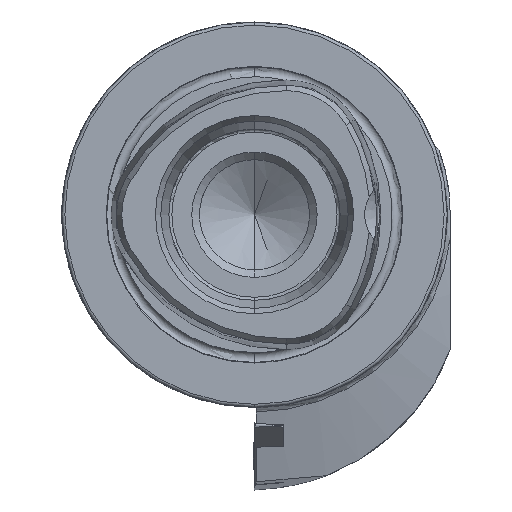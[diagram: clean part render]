
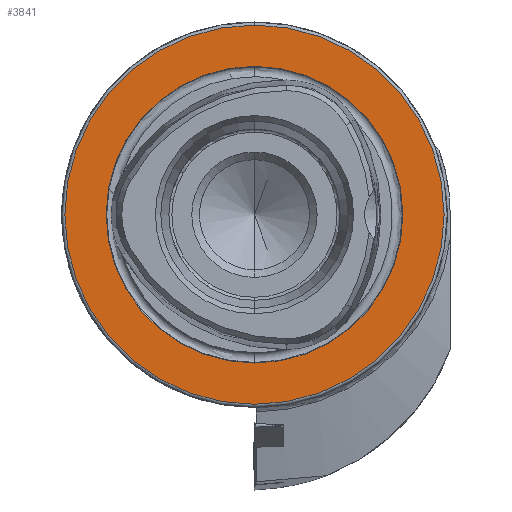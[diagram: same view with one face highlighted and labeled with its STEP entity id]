
A CAD part, left-side view. The second image highlights one B-rep face of the part: STEP entity #3841.
In plain terms, the highlighted planar face has unit normal (-1, 0, 0).
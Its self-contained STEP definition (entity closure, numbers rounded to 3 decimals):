
#656 = DIRECTION ( 'NONE',  ( 0., 0., -1. ) ) ;
#750 = CARTESIAN_POINT ( 'NONE',  ( 0., 0., 0. ) ) ;
#1436 = CIRCLE ( 'NONE', #2379, 24.25 ) ;
#1864 = CARTESIAN_POINT ( 'NONE',  ( 0., 24.25, 0. ) ) ;
#2379 = AXIS2_PLACEMENT_3D ( 'NONE', #750, #18689, #656 ) ;
#3841 = ADVANCED_FACE ( 'NONE', ( #4743, #10692 ), #18234, .T. ) ;
#3917 = ORIENTED_EDGE ( 'NONE', *, *, #7845, .T. ) ;
#4075 = VERTEX_POINT ( 'NONE', #11822 ) ;
#4743 = FACE_BOUND ( 'NONE', #9704, .T. ) ;
#5029 = CARTESIAN_POINT ( 'NONE',  ( 0., 0., 24.25 ) ) ;
#6031 = AXIS2_PLACEMENT_3D ( 'NONE', #1864, #7782, #13675 ) ;
#6241 = CARTESIAN_POINT ( 'NONE',  ( 0., 0., 0. ) ) ;
#7335 = ORIENTED_EDGE ( 'NONE', *, *, #18129, .T. ) ;
#7551 = ORIENTED_EDGE ( 'NONE', *, *, #14475, .F. ) ;
#7782 = DIRECTION ( 'NONE',  ( -1., 0., 0. ) ) ;
#7845 = EDGE_CURVE ( 'NONE', #18397, #4075, #1436, .T. ) ;
#7894 = ORIENTED_EDGE ( 'NONE', *, *, #15312, .F. ) ;
#8546 = CARTESIAN_POINT ( 'NONE',  ( 0., 0., 0. ) ) ;
#8627 = CIRCLE ( 'NONE', #10475, 24.25 ) ;
#8682 = VERTEX_POINT ( 'NONE', #16037 ) ;
#8881 = AXIS2_PLACEMENT_3D ( 'NONE', #18819, #15810, #12505 ) ;
#9704 = EDGE_LOOP ( 'NONE', ( #3917, #7335 ) ) ;
#9844 = AXIS2_PLACEMENT_3D ( 'NONE', #6241, #10823, #13604 ) ;
#9920 = DIRECTION ( 'NONE',  ( 1., 0., 0. ) ) ;
#10475 = AXIS2_PLACEMENT_3D ( 'NONE', #8546, #9920, #14428 ) ;
#10692 = FACE_OUTER_BOUND ( 'NONE', #15853, .T. ) ;
#10823 = DIRECTION ( 'NONE',  ( 1., 0., 0. ) ) ;
#11822 = CARTESIAN_POINT ( 'NONE',  ( 0., 0., -24.25 ) ) ;
#12297 = CARTESIAN_POINT ( 'NONE',  ( 0., 0., -31. ) ) ;
#12505 = DIRECTION ( 'NONE',  ( 0., 0., -1. ) ) ;
#13514 = VERTEX_POINT ( 'NONE', #12297 ) ;
#13604 = DIRECTION ( 'NONE',  ( 0., 0., -1. ) ) ;
#13675 = DIRECTION ( 'NONE',  ( 0., 0., 1. ) ) ;
#14428 = DIRECTION ( 'NONE',  ( 0., 0., -1. ) ) ;
#14475 = EDGE_CURVE ( 'NONE', #8682, #13514, #17840, .T. ) ;
#14695 = CIRCLE ( 'NONE', #9844, 31. ) ;
#15312 = EDGE_CURVE ( 'NONE', #13514, #8682, #14695, .T. ) ;
#15810 = DIRECTION ( 'NONE',  ( 1., 0., 0. ) ) ;
#15853 = EDGE_LOOP ( 'NONE', ( #7894, #7551 ) ) ;
#16037 = CARTESIAN_POINT ( 'NONE',  ( 0., 0., 31. ) ) ;
#17840 = CIRCLE ( 'NONE', #8881, 31. ) ;
#18129 = EDGE_CURVE ( 'NONE', #4075, #18397, #8627, .T. ) ;
#18234 = PLANE ( 'NONE',  #6031 ) ;
#18397 = VERTEX_POINT ( 'NONE', #5029 ) ;
#18689 = DIRECTION ( 'NONE',  ( 1., 0., 0. ) ) ;
#18819 = CARTESIAN_POINT ( 'NONE',  ( 0., 0., 0. ) ) ;
